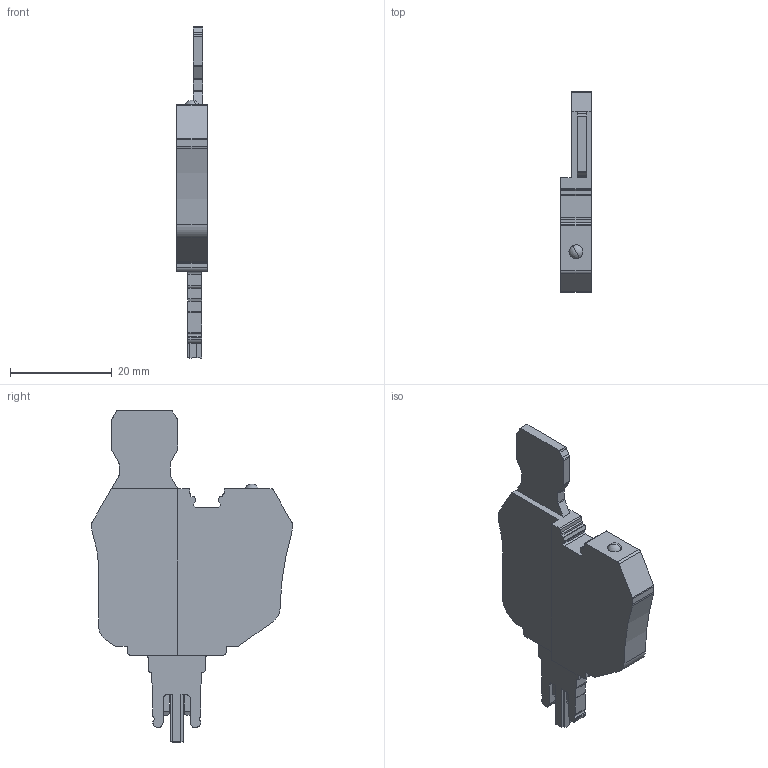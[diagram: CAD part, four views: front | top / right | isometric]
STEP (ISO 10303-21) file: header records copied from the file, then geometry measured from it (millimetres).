
FILE_DESCRIPTION(('CATIA V5 STEP Exchange','CAx-IF Rec.Pracs.--- Model Styling and Organization---1.4--- 2014-01-23'),'2;1');
FILE_NAME ('D1446392_0_1005250000_1005250000.stp','2020-03-05T13:23:22+00:00',('none'),('Weidmueller'),'CATIA Version 5-6 Release 2016 SP3 HF44','CATIA V5 STEP AP214','none');
FILE_SCHEMA(('AUTOMOTIVE_DESIGN { 1 0 10303 214 1 1 1 1 }'));
Length unit declared in the file: millimetre
Products named in the file (1): 1005250000_SIHA_3-G20-LD_10-36V_BL
Bounding box: 5.95 x 39.38 x 65.28 mm (x, y, z)
Volume: 6313.2 mm3; surface area: 3864.7 mm2
Topology: 4 solids, 4 shells, 161 faces, 478 edges, 324 vertices
Faces by surface type: plane 103, cylinder 52, extrusion 4, sphere 2
Entity records: 5322 total; most frequent: CARTESIAN_POINT 1061, ORIENTED_EDGE 952, DIRECTION 744, EDGE_CURVE 476, VECTOR 358, LINE 354, VERTEX_POINT 324, AXIS2_PLACEMENT_3D 249
